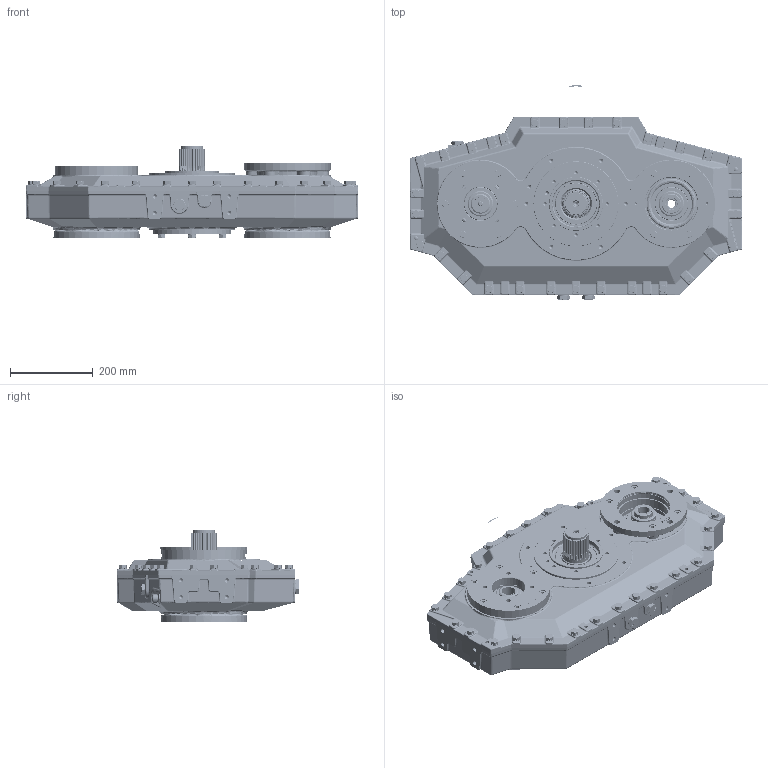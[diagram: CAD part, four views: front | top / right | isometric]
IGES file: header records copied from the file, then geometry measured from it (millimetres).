
Start section: SolidWorks IGES file using analytic representation for surfaces
Global section: file name: 1029019B.IGS; native system: SolidWorks 2007; preprocessor: SolidWorks 2007; author: piccagliad; date: 150703.165442; units: millimetre
Bounding box: 800 x 518.04 x 221.7 mm (x, y, z)
Surface area: 2905068.1 mm2 (no closed solid volume)
Topology: 0 solids, 0 shells, 9295 faces, 127642 edges, 127452 vertices
Faces by surface type: bspline 5580, revolution 3715
